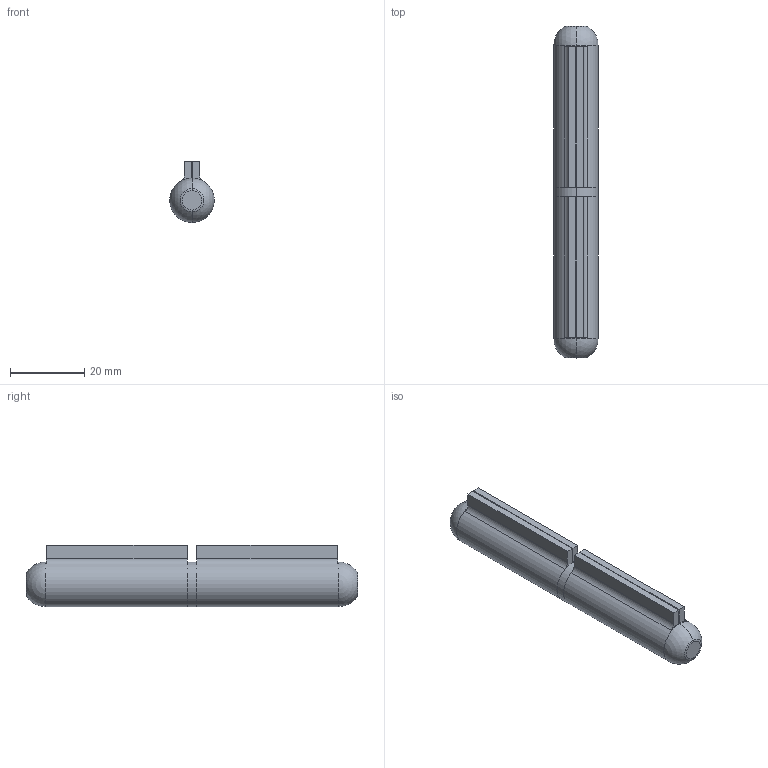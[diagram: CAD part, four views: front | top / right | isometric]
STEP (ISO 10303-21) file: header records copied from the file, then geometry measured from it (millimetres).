
FILE_DESCRIPTION (( 'STEP AP203' ), '1' );
FILE_NAME ('420-80.step', '2021-06-29T13:10:48', ( '' ), ( '' ), 'SwSTEP 2.0', 'SolidWorks 2018', '' );
FILE_SCHEMA (( 'CONFIG_CONTROL_DESIGN' ));
Length unit declared in the file: millimetre
Products named in the file (5): 420-XX Teil1_420-80 Teil1; 420-XX Teil1; 420-XX Teil2; 420-80; 420-XX Teil2_420-80 Teil2
Assembly tree (2 placements, depth 2):
  420-XX Teil1
  420-XX Teil2
  420-80
    420-XX Teil2_420-80 Teil2
    420-XX Teil1_420-80 Teil1
Bounding box: 12 x 89.5 x 16.5 mm (x, y, z)
Volume: 8941.7 mm3; surface area: 8406.9 mm2
Topology: 3 solids, 3 shells, 289 faces, 768 edges, 506 vertices
Faces by surface type: plane 148, bspline 109, cylinder 22, torus 4, sphere 4, cone 2
Entity records: 14713 total; most frequent: CARTESIAN_POINT 7802, ORIENTED_EDGE 1520, DIRECTION 988, EDGE_CURVE 760, VERTEX_POINT 502, VECTOR 468, LINE 468, EDGE_LOOP 314
